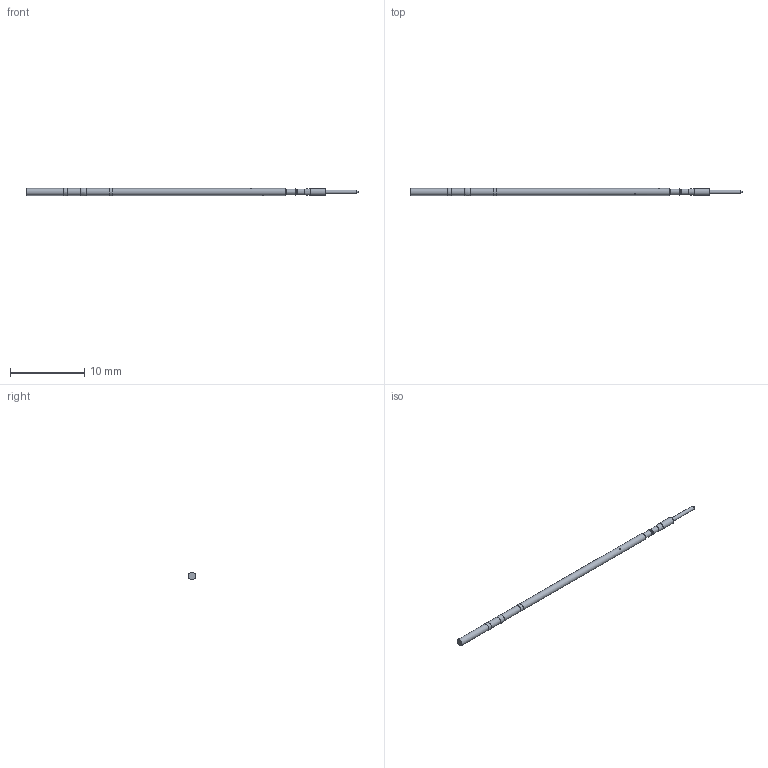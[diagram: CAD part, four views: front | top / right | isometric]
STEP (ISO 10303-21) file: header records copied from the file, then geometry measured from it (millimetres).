
FILE_DESCRIPTION (( 'STEP AP214' ), '1' );
FILE_NAME ('050-SRB255C3.STEP', '2021-01-05T17:46:08', ( '' ), ( '' ), 'SwSTEP 2.0', 'SolidWorks 2020', '' );
FILE_SCHEMA (( 'AUTOMOTIVE_DESIGN' ));
Length unit declared in the file: inch
Products named in the file (1): 050-SRB255C3
Bounding box: 44.77 x 1.04 x 1.05 mm (x, y, z)
Volume: 28.9 mm3; surface area: 127.6 mm2
Topology: 1 solids, 1 shells, 30 faces, 56 edges, 34 vertices
Faces by surface type: cylinder 9, plane 8, cone 8, torus 5
Full cylindrical faces by diameter (mm): 0.254 x1, 0.495 x1, 0.77 x1, 0.8 x1, 0.914 x1, 0.952 x4
Entity records: 1186 total; most frequent: CARTESIAN_POINT 260, DIRECTION 114, EDGE_LOOP 58, ORIENTED_EDGE 58, AXIS2_PLACEMENT_3D 57, FACE_OUTER_BOUND 44, LENGTH_MEASURE_WITH_UNIT 33, DIMENSIONAL_EXPONENTS 33
